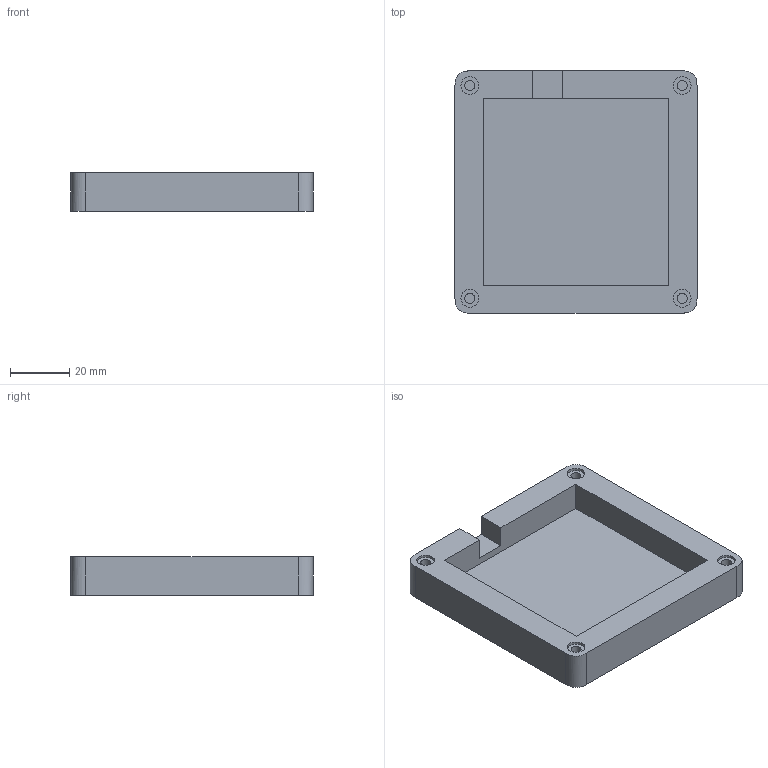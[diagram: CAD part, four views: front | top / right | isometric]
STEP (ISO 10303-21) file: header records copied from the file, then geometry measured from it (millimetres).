
FILE_DESCRIPTION(/* description */ ('STEP AP242','CAx-IF Rec.Pracs.---Representation and Presentation of Product Manufacturing Information (PMI)---4.0---2014-10-13','CAx-IF Rec.Pracs.---3D Tessellated Geometry---0.4---2014-09-14','2;1'),/* implementation_level */ '2;1');
FILE_NAME(/* name */ '686debc4572ed64b832147b7',/* time_stamp */ '2025-07-09T04:10:46Z',/* author */ (''),/* organization */ (''),/* preprocessor_version */ 'ST-DEVELOPER v20',/* originating_system */ 'ONSHAPE BY PTC INC, 1.200',/* authorisation */ ' ');
FILE_SCHEMA (('AP242_MANAGED_MODEL_BASED_3D_ENGINEERING_MIM_LF { 1 0 10303 442 1 1 4 }'));
Length unit declared in the file: metre
Products named in the file (1): Part 1
Bounding box: 81.94 x 82 x 13 mm (x, y, z)
Volume: 46305.4 mm3; surface area: 20590.3 mm2
Topology: 1 solids, 1 shells, 527 faces, 1491 edges, 994 vertices
Faces by surface type: cylinder 267, plane 132, bspline 128
Full cylindrical faces by diameter (mm): 3.4 x4, 6 x4
Entity records: 17749 total; most frequent: CARTESIAN_POINT 4445, ORIENTED_EDGE 2966, DIRECTION 2553, EDGE_CURVE 1483, VERTEX_POINT 994, AXIS2_PLACEMENT_3D 934, LINE 685, VECTOR 685
